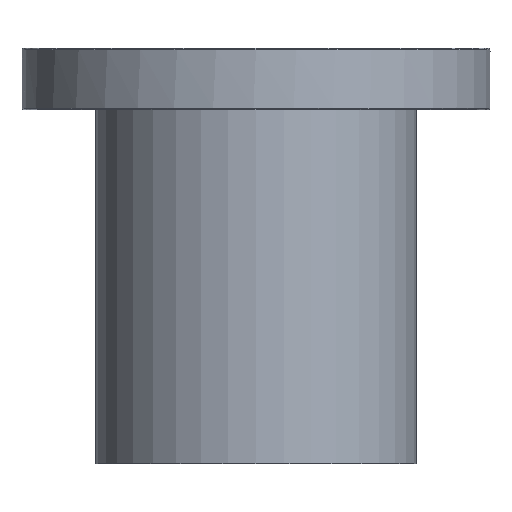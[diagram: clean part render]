
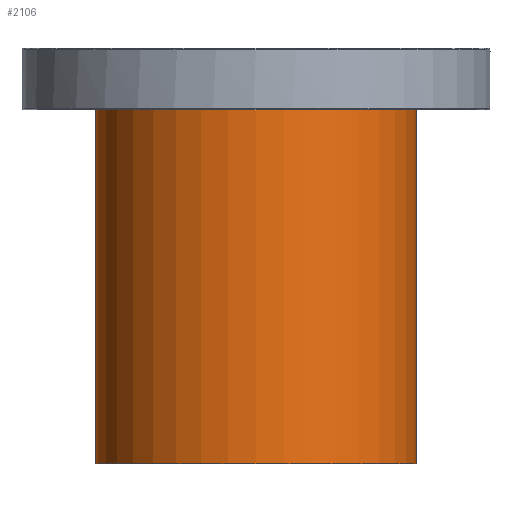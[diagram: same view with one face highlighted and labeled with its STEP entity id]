
A CAD part, front view. The second image highlights one B-rep face of the part: STEP entity #2106.
In plain terms, the highlighted cylindrical face has radius 52 mm (diameter 104 mm), a full revolution.
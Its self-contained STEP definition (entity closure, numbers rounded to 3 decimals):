
#2044=CARTESIAN_POINT('',(-52.0,0.,125.5));
#2045=VERTEX_POINT('',#2044);
#2046=CARTESIAN_POINT('',(0.0,0.0,125.5));
#2047=DIRECTION('',(0.0,0.0,-1.0));
#2048=DIRECTION('',(-1.0,0.0,0.0));
#2049=AXIS2_PLACEMENT_3D('',#2046,#2047,#2048);
#2050=CIRCLE('',#2049,52.0);
#2051=EDGE_CURVE('',#2045,#2045,#2050,.T.);
#2087=CARTESIAN_POINT('',(0.0,0.0,0.0));
#2088=DIRECTION('',(0.0,0.0,1.0));
#2089=DIRECTION('',(-1.0,0.0,0.0));
#2090=AXIS2_PLACEMENT_3D('',#2087,#2088,#2089);
#2091=CYLINDRICAL_SURFACE('',#2090,52.0);
#2092=ORIENTED_EDGE('',*,*,#2051,.T.);
#2093=EDGE_LOOP('',(#2092));
#2094=FACE_OUTER_BOUND('',#2093,.T.);
#2095=CARTESIAN_POINT('',(52.0,0.,0.0));
#2096=VERTEX_POINT('',#2095);
#2097=CARTESIAN_POINT('',(0.0,0.0,0.0));
#2098=DIRECTION('',(0.0,0.0,-1.0));
#2099=DIRECTION('',(-1.0,0.0,0.0));
#2100=AXIS2_PLACEMENT_3D('',#2097,#2098,#2099);
#2101=CIRCLE('',#2100,52.0);
#2102=EDGE_CURVE('',#2096,#2096,#2101,.T.);
#2103=ORIENTED_EDGE('',*,*,#2102,.F.);
#2104=EDGE_LOOP('',(#2103));
#2105=FACE_BOUND('',#2104,.T.);
#2106=ADVANCED_FACE('',(#2094,#2105),#2091,.T.);
